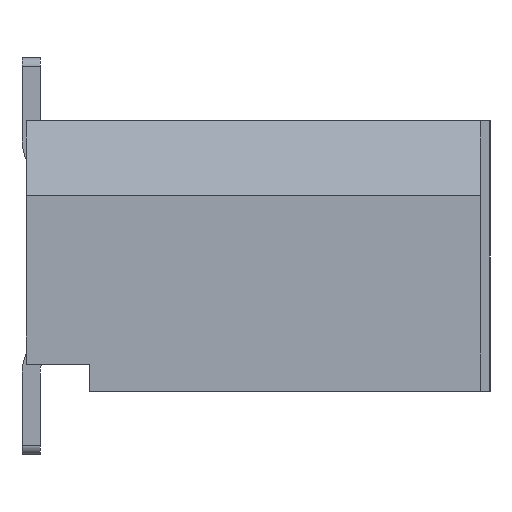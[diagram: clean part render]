
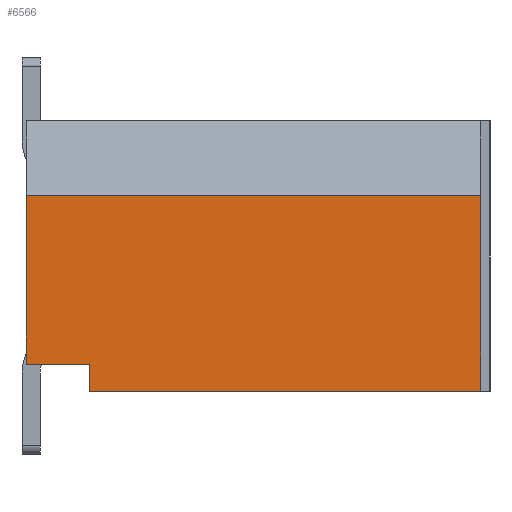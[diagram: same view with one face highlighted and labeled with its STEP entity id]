
A CAD part, left-side view. The second image highlights one B-rep face of the part: STEP entity #6566.
In plain terms, the highlighted planar face has unit normal (-1, 0, 0).
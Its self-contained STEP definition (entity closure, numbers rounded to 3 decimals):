
#860=ORIENTED_EDGE('',*,*,#2207,.F.);
#861=ORIENTED_EDGE('',*,*,#2638,.F.);
#862=ORIENTED_EDGE('',*,*,#2639,.F.);
#863=ORIENTED_EDGE('',*,*,#2640,.T.);
#864=ORIENTED_EDGE('',*,*,#2641,.T.);
#865=ORIENTED_EDGE('',*,*,#2630,.F.);
#2207=EDGE_CURVE('',#3186,#3187,#3836,.T.);
#2630=EDGE_CURVE('',#3187,#3503,#4239,.T.);
#2638=EDGE_CURVE('',#3507,#3186,#4247,.T.);
#2639=EDGE_CURVE('',#3508,#3507,#4248,.T.);
#2640=EDGE_CURVE('',#3508,#3509,#4249,.T.);
#2641=EDGE_CURVE('',#3509,#3503,#4250,.T.);
#3186=VERTEX_POINT('',#9090);
#3187=VERTEX_POINT('',#9092);
#3503=VERTEX_POINT('',#9907);
#3507=VERTEX_POINT('',#9922);
#3508=VERTEX_POINT('',#9924);
#3509=VERTEX_POINT('',#9926);
#3836=LINE('',#9091,#4719);
#4239=LINE('',#9906,#5122);
#4247=LINE('',#9921,#5130);
#4248=LINE('',#9923,#5131);
#4249=LINE('',#9925,#5132);
#4250=LINE('',#9927,#5133);
#4719=VECTOR('',#7320,1000.);
#5122=VECTOR('',#7915,1000.);
#5130=VECTOR('',#7929,1000.);
#5131=VECTOR('',#7930,1000.);
#5132=VECTOR('',#7931,1000.);
#5133=VECTOR('',#7932,1000.);
#5650=EDGE_LOOP('',(#860,#861,#862,#863,#864,#865));
#5971=FACE_BOUND('',#5650,.T.);
#6282=PLANE('',#6956);
#6566=ADVANCED_FACE('',(#5971),#6282,.F.);
#6956=AXIS2_PLACEMENT_3D('',#9920,#7927,#7928);
#7320=DIRECTION('',(0.,0.,1.));
#7915=DIRECTION('',(0.,1.,0.));
#7927=DIRECTION('',(1.,0.,0.));
#7928=DIRECTION('',(0.,0.,-1.));
#7929=DIRECTION('',(0.,1.,0.));
#7930=DIRECTION('',(0.,0.,-1.));
#7931=DIRECTION('',(0.,1.,0.));
#7932=DIRECTION('',(0.,0.,-1.));
#9090=CARTESIAN_POINT('',(-6.,1.825,-1.5));
#9091=CARTESIAN_POINT('',(-6.,1.825,-1.5));
#9092=CARTESIAN_POINT('',(-6.,1.825,-1.2));
#9906=CARTESIAN_POINT('',(-6.,1.825,-1.2));
#9907=CARTESIAN_POINT('',(-6.,2.525,-1.2));
#9920=CARTESIAN_POINT('',(-6.,-2.525,0.672));
#9921=CARTESIAN_POINT('',(-6.,-2.525,-1.5));
#9922=CARTESIAN_POINT('',(-6.,-2.525,-1.5));
#9923=CARTESIAN_POINT('',(-6.,-2.525,0.672));
#9924=CARTESIAN_POINT('',(-6.,-2.525,0.672));
#9925=CARTESIAN_POINT('',(-6.,-2.525,0.672));
#9926=CARTESIAN_POINT('',(-6.,2.525,0.672));
#9927=CARTESIAN_POINT('',(-6.,2.525,0.672));
